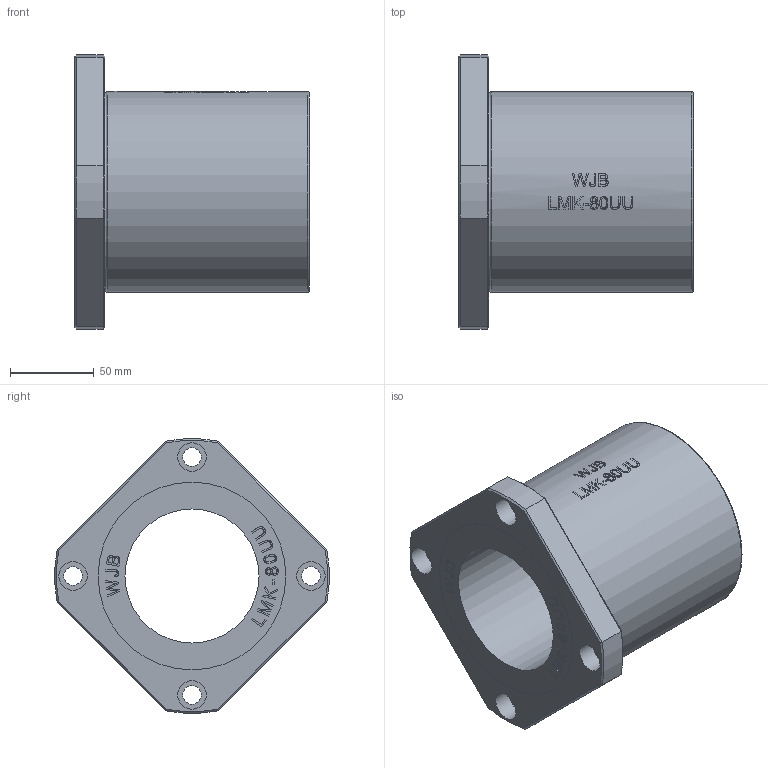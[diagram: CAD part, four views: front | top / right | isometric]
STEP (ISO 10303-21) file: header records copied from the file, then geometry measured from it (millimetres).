
FILE_DESCRIPTION(/* description */ (''),/* implementation_level */ '2;1');
FILE_NAME(/* name */ 'WJB-LMK-80UU.stp',/* time_stamp */ '2018-09-08T12:39:27+08:00',/* author */ (''),/* organization */ (''),/* preprocessor_version */ 'ST-DEVELOPER v11',/* originating_system */ 'SIEMENS UGS NX 6.0',/* authorisation */ '');
FILE_SCHEMA (('CONFIG_CONTROL_DESIGN'));
Length unit declared in the file: millimetre
Products named in the file (1): WJB-LMK-80UU
Bounding box: 140 x 163.66 x 163.66 mm (x, y, z)
Volume: 979009.6 mm3; surface area: 117495 mm2
Topology: 1 solids, 1 shells, 350 faces, 867 edges, 574 vertices
Faces by surface type: plane 209, extrusion 99, cylinder 32, cone 8, torus 2
Full cylindrical faces by diameter (mm): 11 x4, 17 x4, 80 x1, 112 x2, 120 x1
Entity records: 13308 total; most frequent: CARTESIAN_POINT 5497, ORIENTED_EDGE 1694, DIRECTION 1228, EDGE_CURVE 847, VERTEX_POINT 568, VECTOR 532, LINE 433, EDGE_LOOP 429
